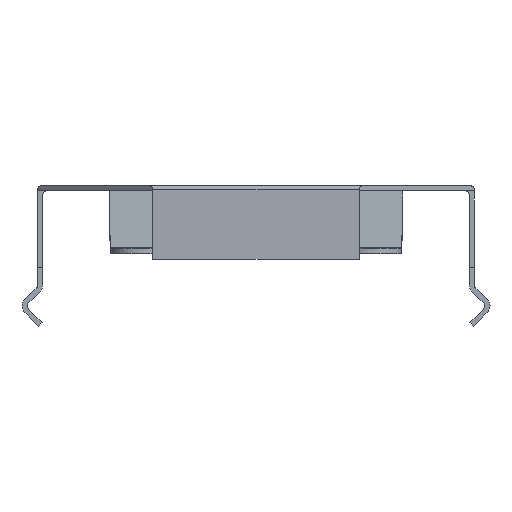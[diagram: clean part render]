
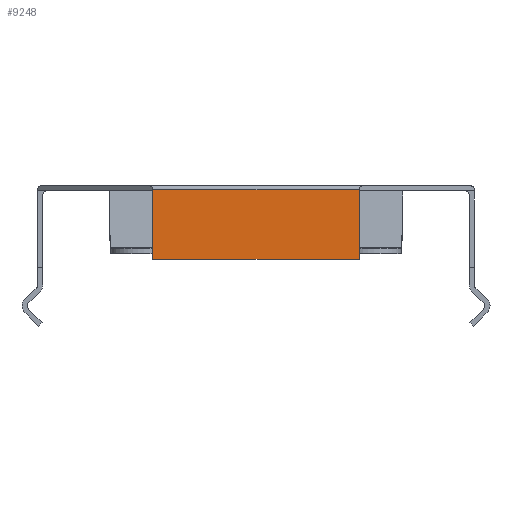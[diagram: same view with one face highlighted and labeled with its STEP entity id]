
A CAD part, front view. The second image highlights one B-rep face of the part: STEP entity #9248.
In plain terms, the highlighted planar face has unit normal (0, -1, 0).
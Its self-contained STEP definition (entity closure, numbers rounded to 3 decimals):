
#2833 = PLANE('',#2834);
#2834 = AXIS2_PLACEMENT_3D('',#2835,#2836,#2837);
#2835 = CARTESIAN_POINT('',(-10.541,-4.,4.124));
#2836 = DIRECTION('',(0.707,0.707,0.)
  );
#2837 = DIRECTION('',(-0.707,0.707,0.
    ));
#2861 = CYLINDRICAL_SURFACE('',#2862,0.2);
#2862 = AXIS2_PLACEMENT_3D('',#2863,#2864,#2865);
#2863 = CARTESIAN_POINT('',(7.801,-9.363,
    3.924));
#2864 = DIRECTION('',(1.,0.,0.));
#2865 = DIRECTION('',(0.,1.,0.));
#2911 = PLANE('',#2912);
#2912 = AXIS2_PLACEMENT_3D('',#2913,#2914,#2915);
#2913 = CARTESIAN_POINT('',(10.541,-4.,4.124));
#2914 = DIRECTION('',(-0.707,0.707,0.
    ));
#2915 = DIRECTION('',(-0.707,-0.707,0.
    ));
#5529 = VERTEX_POINT('',#5530);
#5530 = CARTESIAN_POINT('',(-4.978,-9.563,3.87));
#5551 = EDGE_CURVE('',#5529,#5552,#5554,.T.);
#5552 = VERTEX_POINT('',#5553);
#5553 = CARTESIAN_POINT('',(-4.978,-9.563,3.924));
#5554 = SURFACE_CURVE('',#5555,(#5559,#5566),.PCURVE_S1.);
#5555 = LINE('',#5556,#5557);
#5556 = CARTESIAN_POINT('',(-4.978,-9.563,4.124));
#5557 = VECTOR('',#5558,1.);
#5558 = DIRECTION('',(0.,0.,1.));
#5559 = PCURVE('',#2833,#5560);
#5560 = DEFINITIONAL_REPRESENTATION('',(#5561),#5565);
#5561 = LINE('',#5562,#5563);
#5562 = CARTESIAN_POINT('',(-7.867,0.));
#5563 = VECTOR('',#5564,1.);
#5564 = DIRECTION('',(0.,1.));
#5565 = ( GEOMETRIC_REPRESENTATION_CONTEXT(2) 
PARAMETRIC_REPRESENTATION_CONTEXT() REPRESENTATION_CONTEXT('2D SPACE',''
  ) );
#5566 = PCURVE('',#5567,#5572);
#5567 = PLANE('',#5568);
#5568 = AXIS2_PLACEMENT_3D('',#5569,#5570,#5571);
#5569 = CARTESIAN_POINT('',(4.978,-9.563,4.124));
#5570 = DIRECTION('',(0.,1.,0.));
#5571 = DIRECTION('',(-1.,0.,0.));
#5572 = DEFINITIONAL_REPRESENTATION('',(#5573),#5577);
#5573 = LINE('',#5574,#5575);
#5574 = CARTESIAN_POINT('',(9.957,0.));
#5575 = VECTOR('',#5576,1.);
#5576 = DIRECTION('',(0.,1.));
#5577 = ( GEOMETRIC_REPRESENTATION_CONTEXT(2) 
PARAMETRIC_REPRESENTATION_CONTEXT() REPRESENTATION_CONTEXT('2D SPACE',''
  ) );
#5629 = VERTEX_POINT('',#5630);
#5630 = CARTESIAN_POINT('',(4.978,-9.563,3.924));
#5677 = EDGE_CURVE('',#5552,#5629,#5678,.T.);
#5678 = SURFACE_CURVE('',#5679,(#5683,#5712),.PCURVE_S1.);
#5679 = LINE('',#5680,#5681);
#5680 = CARTESIAN_POINT('',(7.801,-9.563,
    3.924));
#5681 = VECTOR('',#5682,1.);
#5682 = DIRECTION('',(1.,0.,0.));
#5683 = PCURVE('',#2861,#5684);
#5684 = DEFINITIONAL_REPRESENTATION('',(#5685),#5711);
#5685 = B_SPLINE_CURVE_WITH_KNOTS('',3,(#5686,#5687,#5688,#5689,#5690,
    #5691,#5692,#5693,#5694,#5695,#5696,#5697,#5698,#5699,#5700,#5701,
    #5702,#5703,#5704,#5705,#5706,#5707,#5708,#5709,#5710),
  .UNSPECIFIED.,.F.,.F.,(4,1,1,1,1,1,1,1,1,1,1,1,1,1,1,1,1,1,1,1,1,1,4),
  (-12.779,-12.326,-11.874,-11.421,
    -10.969,-10.516,-10.063,-9.611,
    -9.158,-8.706,-8.253,-7.801,
    -7.348,-6.895,-6.443,-5.99,
    -5.538,-5.085,-4.632,-4.18,
    -3.727,-3.275,-2.822),.UNSPECIFIED.);
#5686 = CARTESIAN_POINT('',(3.142,-12.779));
#5687 = CARTESIAN_POINT('',(3.142,-12.628));
#5688 = CARTESIAN_POINT('',(3.142,-12.326));
#5689 = CARTESIAN_POINT('',(3.142,-11.874));
#5690 = CARTESIAN_POINT('',(3.142,-11.421));
#5691 = CARTESIAN_POINT('',(3.142,-10.969));
#5692 = CARTESIAN_POINT('',(3.142,-10.516));
#5693 = CARTESIAN_POINT('',(3.142,-10.063));
#5694 = CARTESIAN_POINT('',(3.142,-9.611));
#5695 = CARTESIAN_POINT('',(3.142,-9.158));
#5696 = CARTESIAN_POINT('',(3.142,-8.706));
#5697 = CARTESIAN_POINT('',(3.142,-8.253));
#5698 = CARTESIAN_POINT('',(3.142,-7.801));
#5699 = CARTESIAN_POINT('',(3.142,-7.348));
#5700 = CARTESIAN_POINT('',(3.142,-6.895));
#5701 = CARTESIAN_POINT('',(3.142,-6.443));
#5702 = CARTESIAN_POINT('',(3.142,-5.99));
#5703 = CARTESIAN_POINT('',(3.142,-5.538));
#5704 = CARTESIAN_POINT('',(3.142,-5.085));
#5705 = CARTESIAN_POINT('',(3.142,-4.632));
#5706 = CARTESIAN_POINT('',(3.142,-4.18));
#5707 = CARTESIAN_POINT('',(3.142,-3.727));
#5708 = CARTESIAN_POINT('',(3.142,-3.275));
#5709 = CARTESIAN_POINT('',(3.142,-2.973));
#5710 = CARTESIAN_POINT('',(3.142,-2.822));
#5711 = ( GEOMETRIC_REPRESENTATION_CONTEXT(2) 
PARAMETRIC_REPRESENTATION_CONTEXT() REPRESENTATION_CONTEXT('2D SPACE',''
  ) );
#5712 = PCURVE('',#5567,#5713);
#5713 = DEFINITIONAL_REPRESENTATION('',(#5714),#5718);
#5714 = LINE('',#5715,#5716);
#5715 = CARTESIAN_POINT('',(-2.822,-0.2));
#5716 = VECTOR('',#5717,1.);
#5717 = DIRECTION('',(-1.,0.));
#5718 = ( GEOMETRIC_REPRESENTATION_CONTEXT(2) 
PARAMETRIC_REPRESENTATION_CONTEXT() REPRESENTATION_CONTEXT('2D SPACE',''
  ) );
#5772 = EDGE_CURVE('',#5773,#5629,#5775,.T.);
#5773 = VERTEX_POINT('',#5774);
#5774 = CARTESIAN_POINT('',(4.978,-9.563,3.87));
#5775 = SURFACE_CURVE('',#5776,(#5780,#5787),.PCURVE_S1.);
#5776 = LINE('',#5777,#5778);
#5777 = CARTESIAN_POINT('',(4.978,-9.563,4.124));
#5778 = VECTOR('',#5779,1.);
#5779 = DIRECTION('',(0.,0.,1.));
#5780 = PCURVE('',#2911,#5781);
#5781 = DEFINITIONAL_REPRESENTATION('',(#5782),#5786);
#5782 = LINE('',#5783,#5784);
#5783 = CARTESIAN_POINT('',(7.867,0.));
#5784 = VECTOR('',#5785,1.);
#5785 = DIRECTION('',(0.,1.));
#5786 = ( GEOMETRIC_REPRESENTATION_CONTEXT(2) 
PARAMETRIC_REPRESENTATION_CONTEXT() REPRESENTATION_CONTEXT('2D SPACE',''
  ) );
#5787 = PCURVE('',#5567,#5788);
#5788 = DEFINITIONAL_REPRESENTATION('',(#5789),#5793);
#5789 = LINE('',#5790,#5791);
#5790 = CARTESIAN_POINT('',(0.,0.));
#5791 = VECTOR('',#5792,1.);
#5792 = DIRECTION('',(0.,1.));
#5793 = ( GEOMETRIC_REPRESENTATION_CONTEXT(2) 
PARAMETRIC_REPRESENTATION_CONTEXT() REPRESENTATION_CONTEXT('2D SPACE',''
  ) );
#7830 = PLANE('',#7831);
#7831 = AXIS2_PLACEMENT_3D('',#7832,#7833,#7834);
#7832 = CARTESIAN_POINT('',(4.978,-9.563,0.568));
#7833 = DIRECTION('',(-1.,0.,0.));
#7834 = DIRECTION('',(0.,-1.,0.));
#7906 = PLANE('',#7907);
#7907 = AXIS2_PLACEMENT_3D('',#7908,#7909,#7910);
#7908 = CARTESIAN_POINT('',(-4.978,-9.563,0.568));
#7909 = DIRECTION('',(1.,0.,0.));
#7910 = DIRECTION('',(0.,1.,0.));
#9248 = ADVANCED_FACE('',(#9249),#5567,.F.);
#9249 = FACE_BOUND('',#9250,.T.);
#9250 = EDGE_LOOP('',(#9251,#9252,#9253,#9276,#9304,#9325));
#9251 = ORIENTED_EDGE('',*,*,#5677,.F.);
#9252 = ORIENTED_EDGE('',*,*,#5551,.F.);
#9253 = ORIENTED_EDGE('',*,*,#9254,.F.);
#9254 = EDGE_CURVE('',#9255,#5529,#9257,.T.);
#9255 = VERTEX_POINT('',#9256);
#9256 = CARTESIAN_POINT('',(-4.978,-9.563,0.568));
#9257 = SURFACE_CURVE('',#9258,(#9262,#9269),.PCURVE_S1.);
#9258 = LINE('',#9259,#9260);
#9259 = CARTESIAN_POINT('',(-4.978,-9.563,4.124));
#9260 = VECTOR('',#9261,1.);
#9261 = DIRECTION('',(0.,0.,1.));
#9262 = PCURVE('',#5567,#9263);
#9263 = DEFINITIONAL_REPRESENTATION('',(#9264),#9268);
#9264 = LINE('',#9265,#9266);
#9265 = CARTESIAN_POINT('',(9.957,0.));
#9266 = VECTOR('',#9267,1.);
#9267 = DIRECTION('',(0.,1.));
#9268 = ( GEOMETRIC_REPRESENTATION_CONTEXT(2) 
PARAMETRIC_REPRESENTATION_CONTEXT() REPRESENTATION_CONTEXT('2D SPACE',''
  ) );
#9269 = PCURVE('',#7906,#9270);
#9270 = DEFINITIONAL_REPRESENTATION('',(#9271),#9275);
#9271 = LINE('',#9272,#9273);
#9272 = CARTESIAN_POINT('',(0.,3.556));
#9273 = VECTOR('',#9274,1.);
#9274 = DIRECTION('',(0.,1.));
#9275 = ( GEOMETRIC_REPRESENTATION_CONTEXT(2) 
PARAMETRIC_REPRESENTATION_CONTEXT() REPRESENTATION_CONTEXT('2D SPACE',''
  ) );
#9276 = ORIENTED_EDGE('',*,*,#9277,.F.);
#9277 = EDGE_CURVE('',#9278,#9255,#9280,.T.);
#9278 = VERTEX_POINT('',#9279);
#9279 = CARTESIAN_POINT('',(4.978,-9.563,0.568));
#9280 = SURFACE_CURVE('',#9281,(#9285,#9292),.PCURVE_S1.);
#9281 = LINE('',#9282,#9283);
#9282 = CARTESIAN_POINT('',(4.978,-9.563,0.568));
#9283 = VECTOR('',#9284,1.);
#9284 = DIRECTION('',(-1.,0.,0.));
#9285 = PCURVE('',#5567,#9286);
#9286 = DEFINITIONAL_REPRESENTATION('',(#9287),#9291);
#9287 = LINE('',#9288,#9289);
#9288 = CARTESIAN_POINT('',(-0.,-3.556));
#9289 = VECTOR('',#9290,1.);
#9290 = DIRECTION('',(1.,0.));
#9291 = ( GEOMETRIC_REPRESENTATION_CONTEXT(2) 
PARAMETRIC_REPRESENTATION_CONTEXT() REPRESENTATION_CONTEXT('2D SPACE',''
  ) );
#9292 = PCURVE('',#9293,#9298);
#9293 = PLANE('',#9294);
#9294 = AXIS2_PLACEMENT_3D('',#9295,#9296,#9297);
#9295 = CARTESIAN_POINT('',(-4.978,-9.309,0.568));
#9296 = DIRECTION('',(0.,0.,-1.));
#9297 = DIRECTION('',(0.,1.,0.));
#9298 = DEFINITIONAL_REPRESENTATION('',(#9299),#9303);
#9299 = LINE('',#9300,#9301);
#9300 = CARTESIAN_POINT('',(-0.254,9.957));
#9301 = VECTOR('',#9302,1.);
#9302 = DIRECTION('',(-0.,-1.));
#9303 = ( GEOMETRIC_REPRESENTATION_CONTEXT(2) 
PARAMETRIC_REPRESENTATION_CONTEXT() REPRESENTATION_CONTEXT('2D SPACE',''
  ) );
#9304 = ORIENTED_EDGE('',*,*,#9305,.F.);
#9305 = EDGE_CURVE('',#5773,#9278,#9306,.T.);
#9306 = SURFACE_CURVE('',#9307,(#9311,#9318),.PCURVE_S1.);
#9307 = LINE('',#9308,#9309);
#9308 = CARTESIAN_POINT('',(4.978,-9.563,4.124));
#9309 = VECTOR('',#9310,1.);
#9310 = DIRECTION('',(-0.,0.,-1.));
#9311 = PCURVE('',#5567,#9312);
#9312 = DEFINITIONAL_REPRESENTATION('',(#9313),#9317);
#9313 = LINE('',#9314,#9315);
#9314 = CARTESIAN_POINT('',(0.,0.));
#9315 = VECTOR('',#9316,1.);
#9316 = DIRECTION('',(0.,-1.));
#9317 = ( GEOMETRIC_REPRESENTATION_CONTEXT(2) 
PARAMETRIC_REPRESENTATION_CONTEXT() REPRESENTATION_CONTEXT('2D SPACE',''
  ) );
#9318 = PCURVE('',#7830,#9319);
#9319 = DEFINITIONAL_REPRESENTATION('',(#9320),#9324);
#9320 = LINE('',#9321,#9322);
#9321 = CARTESIAN_POINT('',(0.,3.556));
#9322 = VECTOR('',#9323,1.);
#9323 = DIRECTION('',(0.,-1.));
#9324 = ( GEOMETRIC_REPRESENTATION_CONTEXT(2) 
PARAMETRIC_REPRESENTATION_CONTEXT() REPRESENTATION_CONTEXT('2D SPACE',''
  ) );
#9325 = ORIENTED_EDGE('',*,*,#5772,.T.);
